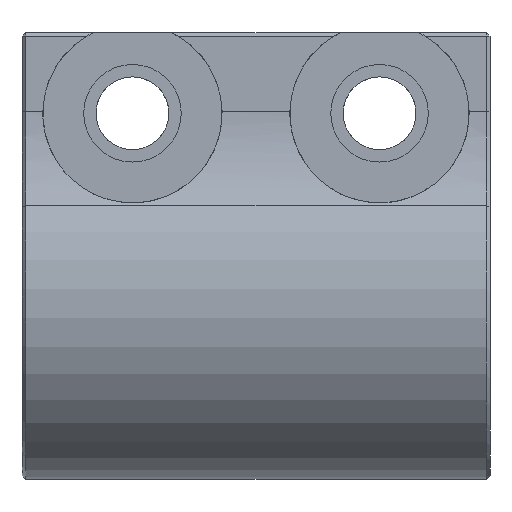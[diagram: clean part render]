
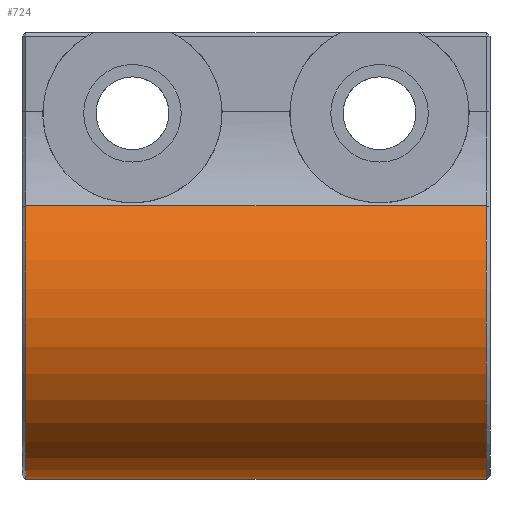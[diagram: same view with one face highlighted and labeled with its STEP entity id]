
A CAD part, left-side view. The second image highlights one B-rep face of the part: STEP entity #724.
In plain terms, the highlighted cylindrical face has radius 6.35 mm (diameter 12.7 mm), a partial arc.
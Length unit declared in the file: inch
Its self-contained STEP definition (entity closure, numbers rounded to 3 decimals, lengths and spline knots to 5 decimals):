
#11 = DIRECTION ( 'NONE',  ( 0., -1., 0. ) ) ;
#74 = EDGE_CURVE ( 'NONE', #1039, #1837, #369, .T. ) ;
#201 = LINE ( 'NONE', #1174, #1721 ) ;
#203 = EDGE_CURVE ( 'NONE', #1837, #598, #201, .T. ) ;
#329 = LINE ( 'NONE', #857, #1846 ) ;
#369 = CIRCLE ( 'NONE', #1249, 0.25 ) ;
#405 = DIRECTION ( 'NONE',  ( 0., 0., -1. ) ) ;
#451 = AXIS2_PLACEMENT_3D ( 'NONE', #730, #1765, #874 ) ;
#496 = CYLINDRICAL_SURFACE ( 'NONE', #545, 0.25 ) ;
#545 = AXIS2_PLACEMENT_3D ( 'NONE', #1600, #1434, #405 ) ;
#552 = CARTESIAN_POINT ( 'NONE',  ( -0.2125, 0.005, 0.1317 ) ) ;
#579 = FACE_OUTER_BOUND ( 'NONE', #1104, .T. ) ;
#589 = DIRECTION ( 'NONE',  ( 0., -1., 0. ) ) ;
#598 = VERTEX_POINT ( 'NONE', #1125 ) ;
#724 = ADVANCED_FACE ( 'NONE', ( #579 ), #496, .T. ) ;
#730 = CARTESIAN_POINT ( 'NONE',  ( 0., 0.005, 0. ) ) ;
#798 = EDGE_CURVE ( 'NONE', #598, #1350, #830, .T. ) ;
#830 = CIRCLE ( 'NONE', #451, 0.25 ) ;
#857 = CARTESIAN_POINT ( 'NONE',  ( -0.2125, 0.6525, 0.1317 ) ) ;
#874 = DIRECTION ( 'NONE',  ( 0., 0., 1. ) ) ;
#886 = CARTESIAN_POINT ( 'NONE',  ( 0., 0.6475, 0. ) ) ;
#1026 = DIRECTION ( 'NONE',  ( 0., 0., 1. ) ) ;
#1039 = VERTEX_POINT ( 'NONE', #1796 ) ;
#1104 = EDGE_LOOP ( 'NONE', ( #1691, #1776, #1540, #1678 ) ) ;
#1125 = CARTESIAN_POINT ( 'NONE',  ( 0., 0.005, -0.25 ) ) ;
#1153 = DIRECTION ( 'NONE',  ( 0., 1., 0. ) ) ;
#1174 = CARTESIAN_POINT ( 'NONE',  ( 0., 0.6525, -0.25 ) ) ;
#1249 = AXIS2_PLACEMENT_3D ( 'NONE', #886, #11, #1026 ) ;
#1350 = VERTEX_POINT ( 'NONE', #552 ) ;
#1381 = EDGE_CURVE ( 'NONE', #1350, #1039, #329, .T. ) ;
#1434 = DIRECTION ( 'NONE',  ( 0., -1., 0. ) ) ;
#1477 = CARTESIAN_POINT ( 'NONE',  ( 0., 0.6475, -0.25 ) ) ;
#1540 = ORIENTED_EDGE ( 'NONE', *, *, #798, .T. ) ;
#1600 = CARTESIAN_POINT ( 'NONE',  ( 0., 0.6525, 0. ) ) ;
#1678 = ORIENTED_EDGE ( 'NONE', *, *, #1381, .T. ) ;
#1691 = ORIENTED_EDGE ( 'NONE', *, *, #74, .T. ) ;
#1721 = VECTOR ( 'NONE', #589, 39.37008 ) ;
#1765 = DIRECTION ( 'NONE',  ( 0., 1., 0. ) ) ;
#1776 = ORIENTED_EDGE ( 'NONE', *, *, #203, .T. ) ;
#1796 = CARTESIAN_POINT ( 'NONE',  ( -0.2125, 0.6475, 0.1317 ) ) ;
#1837 = VERTEX_POINT ( 'NONE', #1477 ) ;
#1846 = VECTOR ( 'NONE', #1153, 39.37008 ) ;
